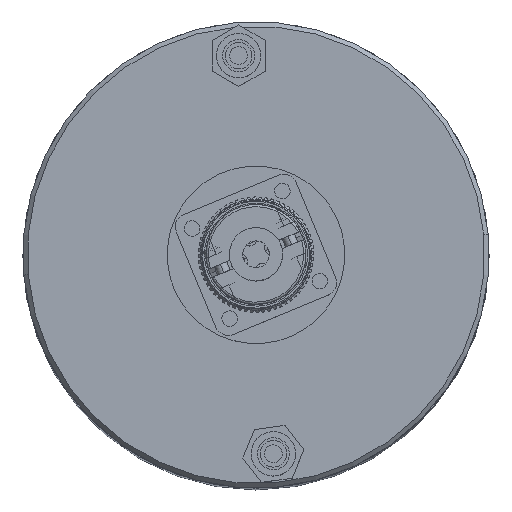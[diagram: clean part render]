
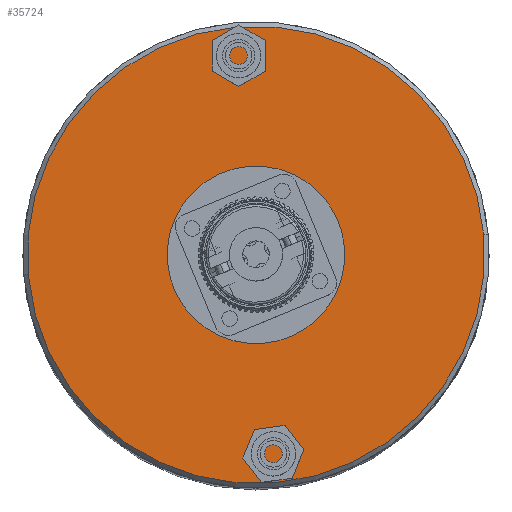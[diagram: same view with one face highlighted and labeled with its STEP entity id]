
A CAD part, top view. The second image highlights one B-rep face of the part: STEP entity #35724.
In plain terms, the highlighted face is planar.
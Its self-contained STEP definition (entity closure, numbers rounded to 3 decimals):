
#382 = DIRECTION ( 'NONE',  ( 0., 0., 1. ) ) ;
#2839 = AXIS2_PLACEMENT_3D ( 'NONE', #74658, #90181, #3987 ) ;
#3987 = DIRECTION ( 'NONE',  ( 0., 0., -1. ) ) ;
#4102 = VERTEX_POINT ( 'NONE', #45037 ) ;
#10784 = CARTESIAN_POINT ( 'NONE',  ( 2., 0., 0. ) ) ;
#11619 = PLANE ( 'NONE',  #2839 ) ;
#17256 = VERTEX_POINT ( 'NONE', #67693 ) ;
#18522 = CIRCLE ( 'NONE', #81853, 20. ) ;
#18727 = DIRECTION ( 'NONE',  ( 0., 0., 1. ) ) ;
#24484 = DIRECTION ( 'NONE',  ( 1., 0., 0. ) ) ;
#25622 = FACE_BOUND ( 'NONE', #91858, .T. ) ;
#26537 = CARTESIAN_POINT ( 'NONE',  ( 2., 0., 20. ) ) ;
#32781 = CARTESIAN_POINT ( 'NONE',  ( 2., 0., 0. ) ) ;
#35241 = CARTESIAN_POINT ( 'NONE',  ( 2., 0., 0. ) ) ;
#35724 = ADVANCED_FACE ( 'NONE', ( #96021, #25622 ), #11619, .F. ) ;
#38482 = ORIENTED_EDGE ( 'NONE', *, *, #67545, .F. ) ;
#45037 = CARTESIAN_POINT ( 'NONE',  ( 2., 0., -51.5 ) ) ;
#48341 = AXIS2_PLACEMENT_3D ( 'NONE', #32781, #24484, #79674 ) ;
#50395 = DIRECTION ( 'NONE',  ( 1., 0., 0. ) ) ;
#55899 = DIRECTION ( 'NONE',  ( -1., 0., 0. ) ) ;
#57699 = DIRECTION ( 'NONE',  ( -1., 0., 0. ) ) ;
#60784 = ORIENTED_EDGE ( 'NONE', *, *, #101404, .F. ) ;
#61480 = CIRCLE ( 'NONE', #97462, 20. ) ;
#64480 = CARTESIAN_POINT ( 'NONE',  ( 2., 0., 0. ) ) ;
#67545 = EDGE_CURVE ( 'NONE', #17256, #102456, #61480, .T. ) ;
#67685 = CARTESIAN_POINT ( 'NONE',  ( 2., 0., 51.5 ) ) ;
#67693 = CARTESIAN_POINT ( 'NONE',  ( 2., 0., -20. ) ) ;
#68980 = CIRCLE ( 'NONE', #48341, 51.5 ) ;
#72814 = DIRECTION ( 'NONE',  ( 0., 0., -1. ) ) ;
#74658 = CARTESIAN_POINT ( 'NONE',  ( 2., 51.5, 0. ) ) ;
#78912 = EDGE_CURVE ( 'NONE', #89637, #4102, #68980, .T. ) ;
#79418 = EDGE_CURVE ( 'NONE', #4102, #89637, #79994, .T. ) ;
#79674 = DIRECTION ( 'NONE',  ( 0., 0., -1. ) ) ;
#79994 = CIRCLE ( 'NONE', #91941, 51.5 ) ;
#80569 = EDGE_LOOP ( 'NONE', ( #96421, #83652 ) ) ;
#81853 = AXIS2_PLACEMENT_3D ( 'NONE', #35241, #57699, #18727 ) ;
#83652 = ORIENTED_EDGE ( 'NONE', *, *, #78912, .F. ) ;
#89637 = VERTEX_POINT ( 'NONE', #67685 ) ;
#90181 = DIRECTION ( 'NONE',  ( 1., 0., 0. ) ) ;
#91858 = EDGE_LOOP ( 'NONE', ( #60784, #38482 ) ) ;
#91941 = AXIS2_PLACEMENT_3D ( 'NONE', #10784, #50395, #72814 ) ;
#96021 = FACE_OUTER_BOUND ( 'NONE', #80569, .T. ) ;
#96421 = ORIENTED_EDGE ( 'NONE', *, *, #79418, .F. ) ;
#97462 = AXIS2_PLACEMENT_3D ( 'NONE', #64480, #55899, #382 ) ;
#101404 = EDGE_CURVE ( 'NONE', #102456, #17256, #18522, .T. ) ;
#102456 = VERTEX_POINT ( 'NONE', #26537 ) ;
